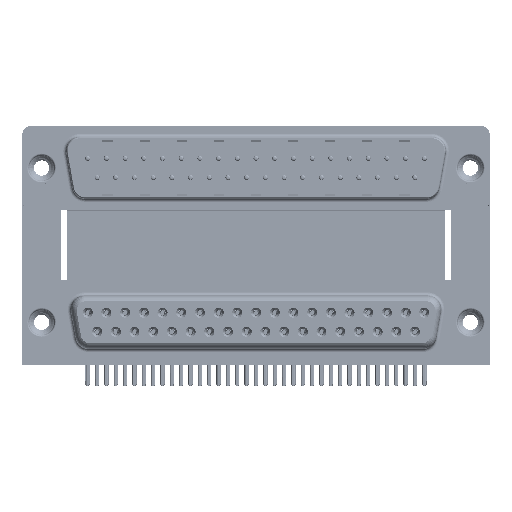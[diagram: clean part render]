
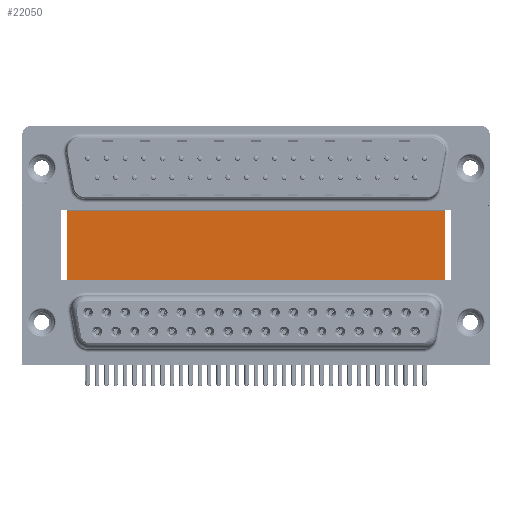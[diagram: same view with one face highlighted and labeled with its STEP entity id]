
A CAD part, top view. The second image highlights one B-rep face of the part: STEP entity #22050.
In plain terms, the highlighted planar face has unit normal (0, 0, 1).
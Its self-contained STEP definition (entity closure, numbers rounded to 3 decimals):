
#97 = DIRECTION ( 'NONE',  ( 1., 0., 0. ) ) ;
#1053 = DIRECTION ( 'NONE',  ( 0., 0., -1. ) ) ;
#2672 = VECTOR ( 'NONE', #64751, 1000. ) ;
#4019 = LINE ( 'NONE', #24858, #24337 ) ;
#6177 = FACE_OUTER_BOUND ( 'NONE', #27164, .T. ) ;
#11031 = LINE ( 'NONE', #17747, #58833 ) ;
#14684 = ORIENTED_EDGE ( 'NONE', *, *, #48787, .T. ) ;
#15659 = EDGE_CURVE ( 'NONE', #42115, #59698, #4019, .T. ) ;
#17747 = CARTESIAN_POINT ( 'NONE',  ( 3.79, 16.585, -12. ) ) ;
#17860 = CARTESIAN_POINT ( 'NONE',  ( 3.79, -3.735, -12. ) ) ;
#20889 = DIRECTION ( 'NONE',  ( -1., 0., 0. ) ) ;
#22050 = ADVANCED_FACE ( 'NONE', ( #6177 ), #67445, .F. ) ;
#22052 = DIRECTION ( 'NONE',  ( 0., -1., 0. ) ) ;
#24337 = VECTOR ( 'NONE', #45750, 1000. ) ;
#24858 = CARTESIAN_POINT ( 'NONE',  ( 59.71, 16.585, -12. ) ) ;
#25986 = ORIENTED_EDGE ( 'NONE', *, *, #27802, .F. ) ;
#27035 = CARTESIAN_POINT ( 'NONE',  ( 3.79, 16.585, -12. ) ) ;
#27164 = EDGE_LOOP ( 'NONE', ( #28929, #52367, #25986, #14684 ) ) ;
#27802 = EDGE_CURVE ( 'NONE', #55275, #42115, #11031, .T. ) ;
#28260 = CARTESIAN_POINT ( 'NONE',  ( 3.79, -3.735, -12. ) ) ;
#28929 = ORIENTED_EDGE ( 'NONE', *, *, #44510, .T. ) ;
#33247 = LINE ( 'NONE', #17860, #2672 ) ;
#36882 = VECTOR ( 'NONE', #22052, 1000. ) ;
#42115 = VERTEX_POINT ( 'NONE', #46091 ) ;
#44510 = EDGE_CURVE ( 'NONE', #49562, #59698, #33247, .T. ) ;
#45750 = DIRECTION ( 'NONE',  ( 0., -1., 0. ) ) ;
#46091 = CARTESIAN_POINT ( 'NONE',  ( 59.71, 16.585, -12. ) ) ;
#48787 = EDGE_CURVE ( 'NONE', #55275, #49562, #56328, .T. ) ;
#49562 = VERTEX_POINT ( 'NONE', #28260 ) ;
#52367 = ORIENTED_EDGE ( 'NONE', *, *, #15659, .F. ) ;
#53457 = CARTESIAN_POINT ( 'NONE',  ( 59.71, -3.735, -12. ) ) ;
#55275 = VERTEX_POINT ( 'NONE', #63690 ) ;
#56328 = LINE ( 'NONE', #56669, #36882 ) ;
#56669 = CARTESIAN_POINT ( 'NONE',  ( 3.79, 16.585, -12. ) ) ;
#58833 = VECTOR ( 'NONE', #97, 1000. ) ;
#59698 = VERTEX_POINT ( 'NONE', #53457 ) ;
#63690 = CARTESIAN_POINT ( 'NONE',  ( 3.79, 16.585, -12. ) ) ;
#64751 = DIRECTION ( 'NONE',  ( 1., 0., 0. ) ) ;
#65244 = AXIS2_PLACEMENT_3D ( 'NONE', #27035, #1053, #20889 ) ;
#67445 = PLANE ( 'NONE',  #65244 ) ;
